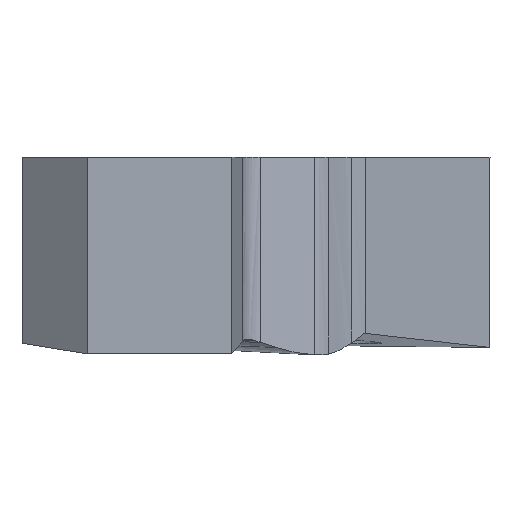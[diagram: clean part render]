
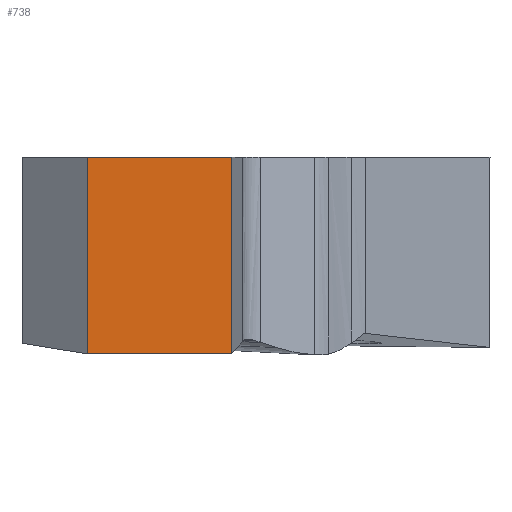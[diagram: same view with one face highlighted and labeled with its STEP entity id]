
A CAD part, front view. The second image highlights one B-rep face of the part: STEP entity #738.
In plain terms, the highlighted free-form (B-spline) face has degree [1, 1] with [2, 2] control points.
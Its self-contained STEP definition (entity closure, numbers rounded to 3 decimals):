
#136 = VERTEX_POINT('',#137);
#137 = CARTESIAN_POINT('',(-551.671,264.638,
    358.769));
#230 = VERTEX_POINT('',#231);
#231 = CARTESIAN_POINT('',(-598.705,264.638,
    358.769));
#236 = EDGE_CURVE('',#230,#136,#237,.T.);
#237 = B_SPLINE_CURVE_WITH_KNOTS('',1,(#238,#239),.UNSPECIFIED.,.F.,.F.,
  (2,2),(-21.173,21.173),.PIECEWISE_BEZIER_KNOTS.);
#238 = CARTESIAN_POINT('',(-598.705,264.638,
    358.769));
#239 = CARTESIAN_POINT('',(-551.671,264.638,
    358.769));
#717 = VERTEX_POINT('',#718);
#718 = CARTESIAN_POINT('',(-598.705,264.638,
    294.664));
#727 = EDGE_CURVE('',#230,#717,#728,.T.);
#728 = B_SPLINE_CURVE_WITH_KNOTS('',1,(#729,#730),.UNSPECIFIED.,.F.,.F.,
  (2,2),(-28.857,28.857),.PIECEWISE_BEZIER_KNOTS.);
#729 = CARTESIAN_POINT('',(-598.705,264.638,
    358.769));
#730 = CARTESIAN_POINT('',(-598.705,264.638,
    294.664));
#738 = ADVANCED_FACE('',(#739),#755,.F.);
#739 = FACE_BOUND('',#740,.T.);
#740 = EDGE_LOOP('',(#741,#748,#753,#754));
#741 = ORIENTED_EDGE('',*,*,#742,.F.);
#742 = EDGE_CURVE('',#743,#717,#745,.T.);
#743 = VERTEX_POINT('',#744);
#744 = CARTESIAN_POINT('',(-551.671,264.638,
    294.664));
#745 = B_SPLINE_CURVE_WITH_KNOTS('',1,(#746,#747),.UNSPECIFIED.,.F.,.F.,
  (2,2),(-21.173,21.173),.PIECEWISE_BEZIER_KNOTS.);
#746 = CARTESIAN_POINT('',(-551.671,264.638,
    294.664));
#747 = CARTESIAN_POINT('',(-598.705,264.638,
    294.664));
#748 = ORIENTED_EDGE('',*,*,#749,.F.);
#749 = EDGE_CURVE('',#136,#743,#750,.T.);
#750 = B_SPLINE_CURVE_WITH_KNOTS('',1,(#751,#752),.UNSPECIFIED.,.F.,.F.,
  (2,2),(-28.857,28.857),.PIECEWISE_BEZIER_KNOTS.);
#751 = CARTESIAN_POINT('',(-551.671,264.638,
    358.769));
#752 = CARTESIAN_POINT('',(-551.671,264.638,
    294.664));
#753 = ORIENTED_EDGE('',*,*,#236,.F.);
#754 = ORIENTED_EDGE('',*,*,#727,.T.);
#755 = B_SPLINE_SURFACE_WITH_KNOTS('',1,1,(
    (#756,#757)
    ,(#758,#759
    )),.UNSPECIFIED.,.F.,.F.,.F.,(2,2),(2,2),(0.,42.345),(0.,
    57.714),.PIECEWISE_BEZIER_KNOTS.);
#756 = CARTESIAN_POINT('',(-598.705,264.638,
    358.769));
#757 = CARTESIAN_POINT('',(-598.705,264.638,
    294.664));
#758 = CARTESIAN_POINT('',(-551.671,264.638,
    358.769));
#759 = CARTESIAN_POINT('',(-551.671,264.638,
    294.664));
